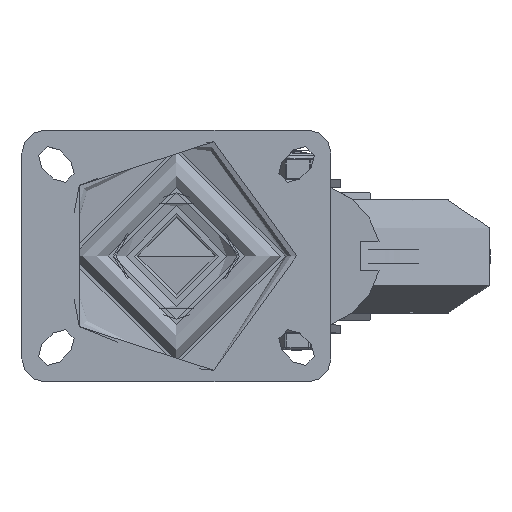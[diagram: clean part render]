
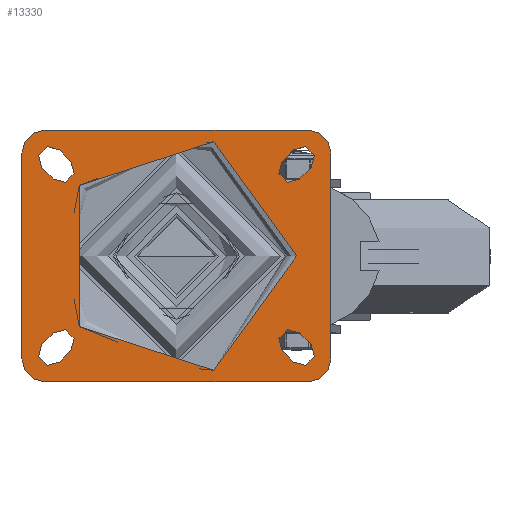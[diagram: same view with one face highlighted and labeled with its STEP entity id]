
A CAD part, top view. The second image highlights one B-rep face of the part: STEP entity #13330.
In plain terms, the highlighted planar face has unit normal (0, 0, 1).
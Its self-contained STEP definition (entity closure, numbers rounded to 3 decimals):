
#1429=FACE_BOUND('',#5033,.T.);
#1430=FACE_BOUND('',#5034,.T.);
#1431=FACE_BOUND('',#5035,.T.);
#1432=FACE_BOUND('',#5036,.T.);
#1433=FACE_BOUND('',#5037,.T.);
#1667=PLANE('',#14570);
#2265=LINE('',#26221,#3090);
#2266=LINE('',#26222,#3091);
#2267=LINE('',#26223,#3092);
#2268=LINE('',#26224,#3093);
#2269=LINE('',#26225,#3094);
#2270=LINE('',#26226,#3095);
#2271=LINE('',#26227,#3096);
#2272=LINE('',#26228,#3097);
#2273=LINE('',#26229,#3098);
#2274=LINE('',#26230,#3099);
#2275=LINE('',#26231,#3100);
#2276=LINE('',#26232,#3101);
#3090=VECTOR('',#17004,1000.);
#3091=VECTOR('',#17005,1000.);
#3092=VECTOR('',#17006,1000.);
#3093=VECTOR('',#17007,1000.);
#3094=VECTOR('',#17008,1000.);
#3095=VECTOR('',#17009,1000.);
#3096=VECTOR('',#17010,1000.);
#3097=VECTOR('',#17011,1000.);
#3098=VECTOR('',#17012,1000.);
#3099=VECTOR('',#17013,1000.);
#3100=VECTOR('',#17014,1000.);
#3101=VECTOR('',#17015,1000.);
#4096=FACE_OUTER_BOUND('',#5032,.T.);
#5032=EDGE_LOOP('',(#11399,#11400,#11401,#11402,#11403,#11404,#11405,#11406));
#5033=EDGE_LOOP('',(#11407));
#5034=EDGE_LOOP('',(#11408,#11409,#11410,#11411));
#5035=EDGE_LOOP('',(#11412,#11413,#11414,#11415));
#5036=EDGE_LOOP('',(#11416,#11417,#11418,#11419));
#5037=EDGE_LOOP('',(#11420,#11421,#11422,#11423));
#5638=CIRCLE('',#14414,5.5);
#5641=CIRCLE('',#14418,5.5);
#5642=CIRCLE('',#14420,5.5);
#5645=CIRCLE('',#14424,5.5);
#5646=CIRCLE('',#14426,5.5);
#5649=CIRCLE('',#14430,5.5);
#5650=CIRCLE('',#14432,5.5);
#5653=CIRCLE('',#14436,5.5);
#5654=CIRCLE('',#14438,10.);
#5656=CIRCLE('',#14441,10.);
#5658=CIRCLE('',#14444,10.);
#5660=CIRCLE('',#14447,10.);
#5667=CIRCLE('',#14456,52.494);
#6566=VERTEX_POINT('',#23303);
#6567=VERTEX_POINT('',#23304);
#6572=VERTEX_POINT('',#23315);
#6573=VERTEX_POINT('',#23317);
#6574=VERTEX_POINT('',#23321);
#6575=VERTEX_POINT('',#23322);
#6580=VERTEX_POINT('',#23333);
#6581=VERTEX_POINT('',#23335);
#6582=VERTEX_POINT('',#23339);
#6583=VERTEX_POINT('',#23340);
#6588=VERTEX_POINT('',#23351);
#6589=VERTEX_POINT('',#23353);
#6590=VERTEX_POINT('',#23357);
#6591=VERTEX_POINT('',#23358);
#6596=VERTEX_POINT('',#23369);
#6597=VERTEX_POINT('',#23371);
#6598=VERTEX_POINT('',#23375);
#6599=VERTEX_POINT('',#23376);
#6602=VERTEX_POINT('',#23384);
#6603=VERTEX_POINT('',#23385);
#6606=VERTEX_POINT('',#23393);
#6607=VERTEX_POINT('',#23394);
#6610=VERTEX_POINT('',#23402);
#6611=VERTEX_POINT('',#23403);
#6617=VERTEX_POINT('',#23419);
#8144=EDGE_CURVE('',#6566,#6567,#5638,.T.);
#8150=EDGE_CURVE('',#6573,#6572,#5641,.T.);
#8152=EDGE_CURVE('',#6574,#6575,#5642,.T.);
#8158=EDGE_CURVE('',#6581,#6580,#5645,.T.);
#8160=EDGE_CURVE('',#6582,#6583,#5646,.T.);
#8166=EDGE_CURVE('',#6589,#6588,#5649,.T.);
#8168=EDGE_CURVE('',#6590,#6591,#5650,.T.);
#8174=EDGE_CURVE('',#6597,#6596,#5653,.T.);
#8176=EDGE_CURVE('',#6598,#6599,#5654,.F.);
#8180=EDGE_CURVE('',#6602,#6603,#5656,.F.);
#8184=EDGE_CURVE('',#6606,#6607,#5658,.F.);
#8188=EDGE_CURVE('',#6610,#6611,#5660,.F.);
#8197=EDGE_CURVE('',#6617,#6617,#5667,.T.);
#8343=EDGE_CURVE('',#6603,#6606,#2265,.F.);
#8344=EDGE_CURVE('',#6599,#6602,#2266,.F.);
#8345=EDGE_CURVE('',#6611,#6598,#2267,.F.);
#8346=EDGE_CURVE('',#6607,#6610,#2268,.F.);
#8347=EDGE_CURVE('',#6575,#6581,#2269,.T.);
#8348=EDGE_CURVE('',#6580,#6574,#2270,.T.);
#8349=EDGE_CURVE('',#6567,#6573,#2271,.T.);
#8350=EDGE_CURVE('',#6572,#6566,#2272,.T.);
#8351=EDGE_CURVE('',#6583,#6589,#2273,.T.);
#8352=EDGE_CURVE('',#6588,#6582,#2274,.T.);
#8353=EDGE_CURVE('',#6591,#6597,#2275,.T.);
#8354=EDGE_CURVE('',#6596,#6590,#2276,.T.);
#11399=ORIENTED_EDGE('',*,*,#8184,.F.);
#11400=ORIENTED_EDGE('',*,*,#8343,.F.);
#11401=ORIENTED_EDGE('',*,*,#8180,.F.);
#11402=ORIENTED_EDGE('',*,*,#8344,.F.);
#11403=ORIENTED_EDGE('',*,*,#8176,.F.);
#11404=ORIENTED_EDGE('',*,*,#8345,.F.);
#11405=ORIENTED_EDGE('',*,*,#8188,.F.);
#11406=ORIENTED_EDGE('',*,*,#8346,.F.);
#11407=ORIENTED_EDGE('',*,*,#8197,.F.);
#11408=ORIENTED_EDGE('',*,*,#8152,.T.);
#11409=ORIENTED_EDGE('',*,*,#8347,.T.);
#11410=ORIENTED_EDGE('',*,*,#8158,.T.);
#11411=ORIENTED_EDGE('',*,*,#8348,.T.);
#11412=ORIENTED_EDGE('',*,*,#8144,.T.);
#11413=ORIENTED_EDGE('',*,*,#8349,.T.);
#11414=ORIENTED_EDGE('',*,*,#8150,.T.);
#11415=ORIENTED_EDGE('',*,*,#8350,.T.);
#11416=ORIENTED_EDGE('',*,*,#8160,.T.);
#11417=ORIENTED_EDGE('',*,*,#8351,.T.);
#11418=ORIENTED_EDGE('',*,*,#8166,.T.);
#11419=ORIENTED_EDGE('',*,*,#8352,.T.);
#11420=ORIENTED_EDGE('',*,*,#8168,.T.);
#11421=ORIENTED_EDGE('',*,*,#8353,.T.);
#11422=ORIENTED_EDGE('',*,*,#8174,.T.);
#11423=ORIENTED_EDGE('',*,*,#8354,.T.);
#13330=ADVANCED_FACE('',(#4096,#1429,#1430,#1431,#1432,#1433),#1667,.T.);
#14414=AXIS2_PLACEMENT_3D('',#23305,#16616,#16617);
#14418=AXIS2_PLACEMENT_3D('',#23318,#16627,#16628);
#14420=AXIS2_PLACEMENT_3D('',#23323,#16632,#16633);
#14424=AXIS2_PLACEMENT_3D('',#23336,#16643,#16644);
#14426=AXIS2_PLACEMENT_3D('',#23341,#16648,#16649);
#14430=AXIS2_PLACEMENT_3D('',#23354,#16659,#16660);
#14432=AXIS2_PLACEMENT_3D('',#23359,#16664,#16665);
#14436=AXIS2_PLACEMENT_3D('',#23372,#16675,#16676);
#14438=AXIS2_PLACEMENT_3D('',#23377,#16680,#16681);
#14441=AXIS2_PLACEMENT_3D('',#23386,#16688,#16689);
#14444=AXIS2_PLACEMENT_3D('',#23395,#16696,#16697);
#14447=AXIS2_PLACEMENT_3D('',#23404,#16704,#16705);
#14456=AXIS2_PLACEMENT_3D('',#23421,#16724,#16725);
#14570=AXIS2_PLACEMENT_3D('',#26220,#17002,#17003);
#16616=DIRECTION('center_axis',(0.,0.,-1.));
#16617=DIRECTION('ref_axis',(1.,0.,0.));
#16627=DIRECTION('center_axis',(0.,0.,-1.));
#16628=DIRECTION('ref_axis',(1.,0.,0.));
#16632=DIRECTION('center_axis',(0.,0.,-1.));
#16633=DIRECTION('ref_axis',(1.,0.,0.));
#16643=DIRECTION('center_axis',(0.,0.,-1.));
#16644=DIRECTION('ref_axis',(1.,0.,0.));
#16648=DIRECTION('center_axis',(0.,0.,-1.));
#16649=DIRECTION('ref_axis',(-1.,0.,0.));
#16659=DIRECTION('center_axis',(0.,0.,-1.));
#16660=DIRECTION('ref_axis',(-1.,0.,0.));
#16664=DIRECTION('center_axis',(0.,0.,-1.));
#16665=DIRECTION('ref_axis',(-1.,0.,0.));
#16675=DIRECTION('center_axis',(0.,0.,-1.));
#16676=DIRECTION('ref_axis',(-1.,0.,0.));
#16680=DIRECTION('center_axis',(0.,0.,1.));
#16681=DIRECTION('ref_axis',(0.707,0.707,0.));
#16688=DIRECTION('center_axis',(0.,0.,1.));
#16689=DIRECTION('ref_axis',(0.707,-0.707,0.));
#16696=DIRECTION('center_axis',(0.,0.,1.));
#16697=DIRECTION('ref_axis',(-0.707,-0.707,0.));
#16704=DIRECTION('center_axis',(0.,0.,1.));
#16705=DIRECTION('ref_axis',(-0.707,0.707,0.));
#16724=DIRECTION('center_axis',(0.,0.,1.));
#16725=DIRECTION('ref_axis',(-1.,0.,0.));
#17002=DIRECTION('center_axis',(0.,0.,1.));
#17003=DIRECTION('ref_axis',(1.,0.,0.));
#17004=DIRECTION('',(1.,0.,0.));
#17005=DIRECTION('',(0.,1.,0.));
#17006=DIRECTION('',(-1.,0.,0.));
#17007=DIRECTION('',(0.,-1.,0.));
#17008=DIRECTION('',(-0.707,-0.707,0.));
#17009=DIRECTION('',(0.707,0.707,0.));
#17010=DIRECTION('',(-0.707,0.707,0.));
#17011=DIRECTION('',(0.707,-0.707,0.));
#17012=DIRECTION('',(0.707,0.707,0.));
#17013=DIRECTION('',(-0.707,-0.707,0.));
#17014=DIRECTION('',(0.707,-0.707,0.));
#17015=DIRECTION('',(-0.707,0.707,0.));
#23303=CARTESIAN_POINT('',(-46.136,41.414,0.));
#23304=CARTESIAN_POINT('',(-53.914,33.636,0.));
#23305=CARTESIAN_POINT('Origin',(-50.025,37.525,0.));
#23315=CARTESIAN_POINT('',(-51.086,46.364,0.));
#23317=CARTESIAN_POINT('',(-58.864,38.586,0.));
#23318=CARTESIAN_POINT('Origin',(-54.975,42.475,0.));
#23321=CARTESIAN_POINT('',(-53.914,-33.636,0.));
#23322=CARTESIAN_POINT('',(-46.136,-41.414,0.));
#23323=CARTESIAN_POINT('Origin',(-50.025,-37.525,0.));
#23333=CARTESIAN_POINT('',(-58.864,-38.586,0.));
#23335=CARTESIAN_POINT('',(-51.086,-46.364,0.));
#23336=CARTESIAN_POINT('Origin',(-54.975,-42.475,0.));
#23339=CARTESIAN_POINT('',(53.914,33.636,0.));
#23340=CARTESIAN_POINT('',(46.136,41.414,0.));
#23341=CARTESIAN_POINT('Origin',(50.025,37.525,0.));
#23351=CARTESIAN_POINT('',(58.864,38.586,0.));
#23353=CARTESIAN_POINT('',(51.086,46.364,0.));
#23354=CARTESIAN_POINT('Origin',(54.975,42.475,0.));
#23357=CARTESIAN_POINT('',(46.136,-41.414,0.));
#23358=CARTESIAN_POINT('',(53.914,-33.636,0.));
#23359=CARTESIAN_POINT('Origin',(50.025,-37.525,0.));
#23369=CARTESIAN_POINT('',(51.086,-46.364,0.));
#23371=CARTESIAN_POINT('',(58.864,-38.586,0.));
#23372=CARTESIAN_POINT('Origin',(54.975,-42.475,0.));
#23375=CARTESIAN_POINT('',(57.5,55.,0.));
#23376=CARTESIAN_POINT('',(67.5,45.,0.));
#23377=CARTESIAN_POINT('Origin',(57.5,45.,0.));
#23384=CARTESIAN_POINT('',(67.5,-45.,0.));
#23385=CARTESIAN_POINT('',(57.5,-55.,0.));
#23386=CARTESIAN_POINT('Origin',(57.5,-45.,0.));
#23393=CARTESIAN_POINT('',(-57.5,-55.,0.));
#23394=CARTESIAN_POINT('',(-67.5,-45.,0.));
#23395=CARTESIAN_POINT('Origin',(-57.5,-45.,0.));
#23402=CARTESIAN_POINT('',(-67.5,45.,0.));
#23403=CARTESIAN_POINT('',(-57.5,55.,0.));
#23404=CARTESIAN_POINT('Origin',(-57.5,45.,0.));
#23419=CARTESIAN_POINT('',(52.494,0.,0.));
#23421=CARTESIAN_POINT('Origin',(0.,0.,0.));
#26220=CARTESIAN_POINT('Origin',(0.,0.,0.));
#26221=CARTESIAN_POINT('',(0.,-55.,0.));
#26222=CARTESIAN_POINT('',(67.5,0.,0.));
#26223=CARTESIAN_POINT('',(0.,55.,0.));
#26224=CARTESIAN_POINT('',(-67.5,0.,0.));
#26225=CARTESIAN_POINT('',(-25.486,-20.764,0.));
#26226=CARTESIAN_POINT('',(-33.264,-12.986,0.));
#26227=CARTESIAN_POINT('',(-33.264,12.986,0.));
#26228=CARTESIAN_POINT('',(-25.486,20.764,0.));
#26229=CARTESIAN_POINT('',(25.486,20.764,0.));
#26230=CARTESIAN_POINT('',(33.264,12.986,0.));
#26231=CARTESIAN_POINT('',(33.264,-12.986,0.));
#26232=CARTESIAN_POINT('',(25.486,-20.764,0.));
